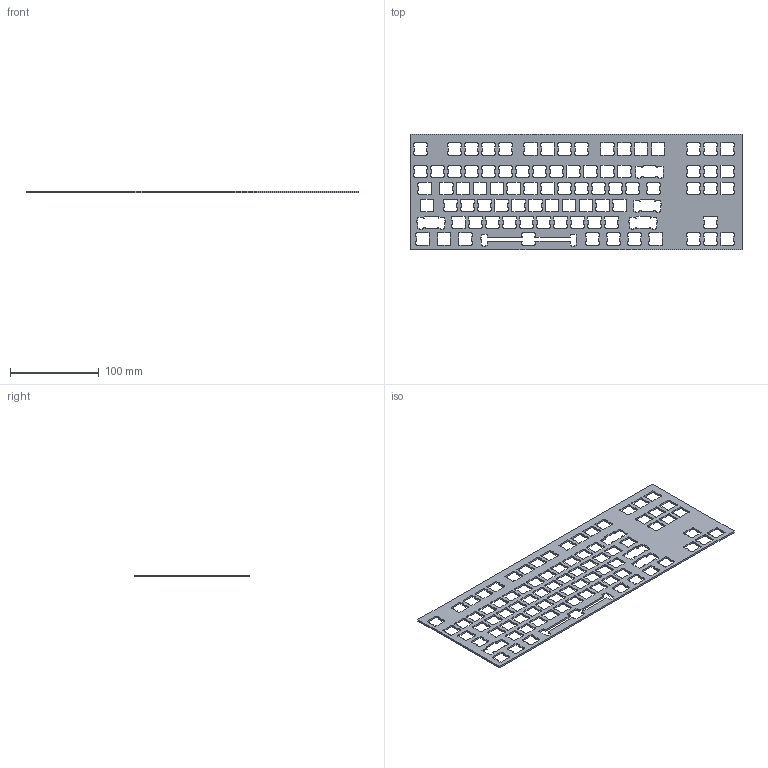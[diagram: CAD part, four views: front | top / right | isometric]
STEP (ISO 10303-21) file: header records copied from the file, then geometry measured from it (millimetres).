
FILE_DESCRIPTION(/* description */ ('Unknown'),/* implementation_level */ '2;1');
FILE_NAME(/* name */ 'keyboard (1)',/* time_stamp */ '2023-10-15T15:27:36+02:00',/* author */ ('Unknown'),/* organization */ ('Unknown'),/* preprocessor_version */ 'ST-DEVELOPER v18.1',/* originating_system */ 'Solid Edge',/* authorisation */ 'Unknown');
FILE_SCHEMA (('AUTOMOTIVE_DESIGN {1 0 10303 214 3 1 1}'));
Length unit declared in the file: millimetre
Products named in the file (1): keyboard (1)
Bounding box: 373.13 x 129.29 x 2 mm (x, y, z)
Volume: 57744.3 mm3; surface area: 71390.2 mm2
Topology: 1 solids, 1 shells, 1874 faces, 5616 edges, 3744 vertices
Faces by surface type: plane 1874
Entity records: 62178 total; most frequent: CARTESIAN_POINT 11235, ORIENTED_EDGE 11232, DIRECTION 9366, EDGE_CURVE 5616, LINE 5616, VECTOR 5616, VERTEX_POINT 3744, EDGE_LOOP 2048
